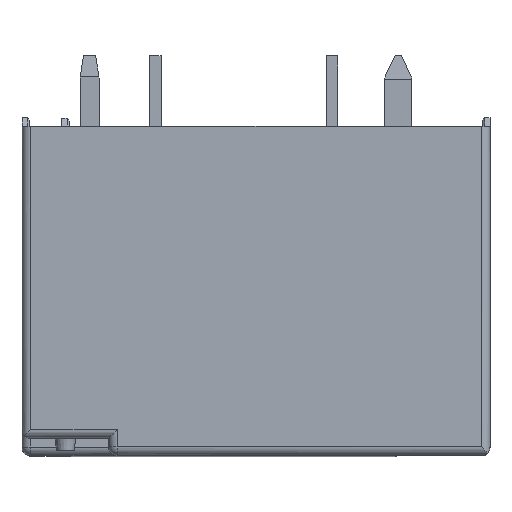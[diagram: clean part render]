
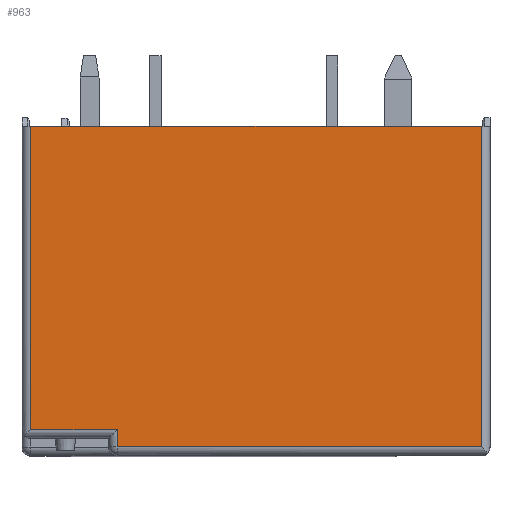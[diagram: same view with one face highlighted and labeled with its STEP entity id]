
A CAD part, top view. The second image highlights one B-rep face of the part: STEP entity #963.
In plain terms, the highlighted planar face has unit normal (0, 0, 1).
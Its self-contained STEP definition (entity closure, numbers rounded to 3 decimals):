
#963=ADVANCED_FACE('',(#1719),#1374,.F.);
#1374=PLANE('',#8939);
#1719=FACE_OUTER_BOUND('',#2227,.T.);
#2227=EDGE_LOOP('',(#3795,#3796,#3797,#3798,#3799,#3800));
#3795=ORIENTED_EDGE('',*,*,#6240,.F.);
#3796=ORIENTED_EDGE('',*,*,#6349,.T.);
#3797=ORIENTED_EDGE('',*,*,#6350,.T.);
#3798=ORIENTED_EDGE('',*,*,#6351,.T.);
#3799=ORIENTED_EDGE('',*,*,#6352,.T.);
#3800=ORIENTED_EDGE('',*,*,#6353,.T.);
#5286=VERTEX_POINT('',#13168);
#5287=VERTEX_POINT('',#13170);
#5384=VERTEX_POINT('',#13390);
#5385=VERTEX_POINT('',#13392);
#5386=VERTEX_POINT('',#13394);
#5387=VERTEX_POINT('',#13396);
#6240=EDGE_CURVE('',#5286,#5287,#7295,.T.);
#6349=EDGE_CURVE('',#5286,#5384,#7393,.T.);
#6350=EDGE_CURVE('',#5384,#5385,#7394,.T.);
#6351=EDGE_CURVE('',#5385,#5386,#7395,.T.);
#6352=EDGE_CURVE('',#5386,#5387,#7396,.T.);
#6353=EDGE_CURVE('',#5387,#5287,#7397,.T.);
#7295=LINE('',#13169,#8166);
#7393=LINE('',#13389,#8264);
#7394=LINE('',#13391,#8265);
#7395=LINE('',#13393,#8266);
#7396=LINE('',#13395,#8267);
#7397=LINE('',#13397,#8268);
#8166=VECTOR('',#10595,1.);
#8264=VECTOR('',#10743,1.);
#8265=VECTOR('',#10744,1.);
#8266=VECTOR('',#10745,1.);
#8267=VECTOR('',#10746,1.);
#8268=VECTOR('',#10747,1.);
#8939=AXIS2_PLACEMENT_3D('',#13398,#10748,#10749);
#10595=DIRECTION('',(1.,0.,0.));
#10743=DIRECTION('',(0.,-1.,0.));
#10744=DIRECTION('',(1.,0.,0.));
#10745=DIRECTION('',(0.,-1.,0.));
#10746=DIRECTION('',(1.,0.,0.));
#10747=DIRECTION('',(0.,1.,0.));
#10748=DIRECTION('',(0.,0.,-1.));
#10749=DIRECTION('',(0.,-1.,0.));
#13168=CARTESIAN_POINT('',(-12.3,9.5,24.35));
#13169=CARTESIAN_POINT('',(-12.8,9.5,24.35));
#13170=CARTESIAN_POINT('',(13.7,9.5,24.35));
#13389=CARTESIAN_POINT('',(-12.3,9.5,24.35));
#13390=CARTESIAN_POINT('',(-12.3,-8.,24.35));
#13391=CARTESIAN_POINT('',(-12.8,-8.,24.35));
#13392=CARTESIAN_POINT('',(-7.3,-8.,24.35));
#13393=CARTESIAN_POINT('',(-7.3,-9.5,24.35));
#13394=CARTESIAN_POINT('',(-7.3,-9.,24.35));
#13395=CARTESIAN_POINT('',(-12.8,-9.,24.35));
#13396=CARTESIAN_POINT('',(13.7,-9.,24.35));
#13397=CARTESIAN_POINT('',(13.7,9.5,24.35));
#13398=CARTESIAN_POINT('',(-12.8,9.5,24.35));
